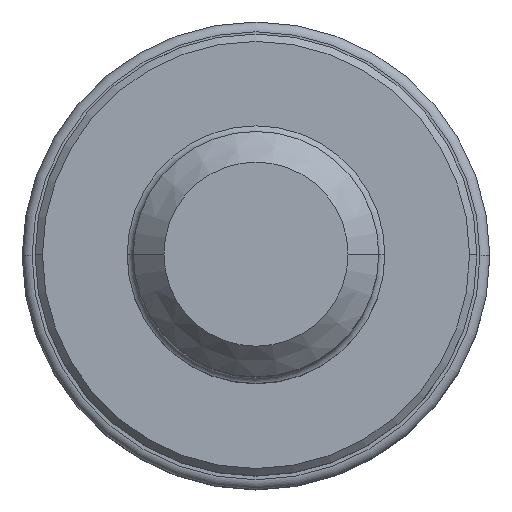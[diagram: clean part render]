
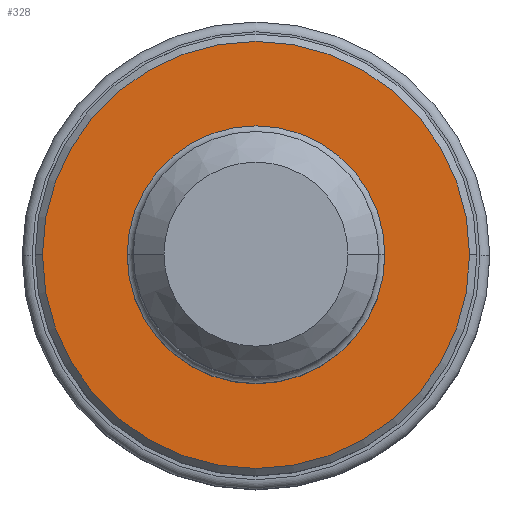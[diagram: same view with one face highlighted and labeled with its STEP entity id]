
A CAD part, top view. The second image highlights one B-rep face of the part: STEP entity #328.
In plain terms, the highlighted planar face has unit normal (0, 0, 1).
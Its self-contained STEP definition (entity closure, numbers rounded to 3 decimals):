
#185=PLANE('',#2485);
#193=FACE_BOUND('',#603,.T.);
#194=FACE_BOUND('',#604,.T.);
#328=ADVANCED_FACE('',(#193,#194),#185,.F.);
#603=EDGE_LOOP('',(#1100,#1101));
#604=EDGE_LOOP('',(#1102,#1103));
#1100=ORIENTED_EDGE('',*,*,#1570,.F.);
#1101=ORIENTED_EDGE('',*,*,#1567,.F.);
#1102=ORIENTED_EDGE('',*,*,#1571,.F.);
#1103=ORIENTED_EDGE('',*,*,#1572,.F.);
#1309=VERTEX_POINT('',#4792);
#1310=VERTEX_POINT('',#4793);
#1311=VERTEX_POINT('',#4800);
#1312=VERTEX_POINT('',#4801);
#1567=EDGE_CURVE('',#1309,#1310,#1914,.T.);
#1570=EDGE_CURVE('',#1310,#1309,#1915,.T.);
#1571=EDGE_CURVE('',#1311,#1312,#1916,.T.);
#1572=EDGE_CURVE('',#1312,#1311,#1917,.T.);
#1914=CIRCLE('',#2479,8.7);
#1915=CIRCLE('',#2481,8.7);
#1916=CIRCLE('',#2483,5.25);
#1917=CIRCLE('',#2484,5.25);
#2479=AXIS2_PLACEMENT_3D('',#4791,#3039,#3040);
#2481=AXIS2_PLACEMENT_3D('',#4797,#3045,#3046);
#2483=AXIS2_PLACEMENT_3D('',#4799,#3049,#3050);
#2484=AXIS2_PLACEMENT_3D('',#4802,#3051,#3052);
#2485=AXIS2_PLACEMENT_3D('',#4803,#3053,#3054);
#3039=DIRECTION('',(0.,0.,-1.));
#3040=DIRECTION('',(1.,0.,0.));
#3045=DIRECTION('',(0.,0.,-1.));
#3046=DIRECTION('',(-1.,0.,0.));
#3049=DIRECTION('',(0.,0.,1.));
#3050=DIRECTION('',(-1.,0.,0.));
#3051=DIRECTION('',(0.,0.,1.));
#3052=DIRECTION('',(1.,0.,0.));
#3053=DIRECTION('',(0.,0.,-1.));
#3054=DIRECTION('',(1.,0.,0.));
#4791=CARTESIAN_POINT('',(0.,0.,0.));
#4792=CARTESIAN_POINT('',(8.7,0.,0.));
#4793=CARTESIAN_POINT('',(-8.7,0.,0.));
#4797=CARTESIAN_POINT('',(0.,0.,0.));
#4799=CARTESIAN_POINT('',(0.,0.,0.));
#4800=CARTESIAN_POINT('',(-5.25,0.,0.));
#4801=CARTESIAN_POINT('',(5.25,0.,0.));
#4802=CARTESIAN_POINT('',(0.,0.,0.));
#4803=CARTESIAN_POINT('',(0.,0.,0.));
